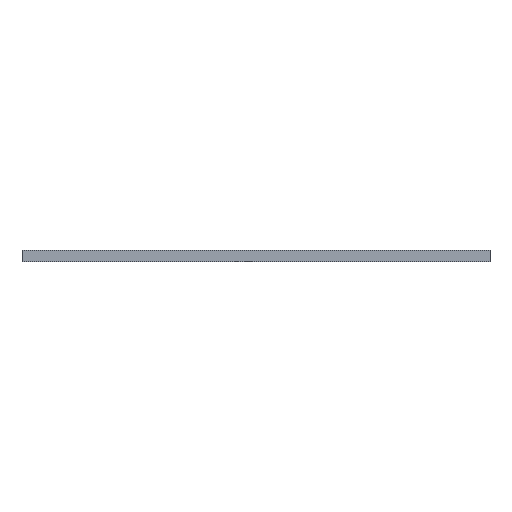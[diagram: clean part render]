
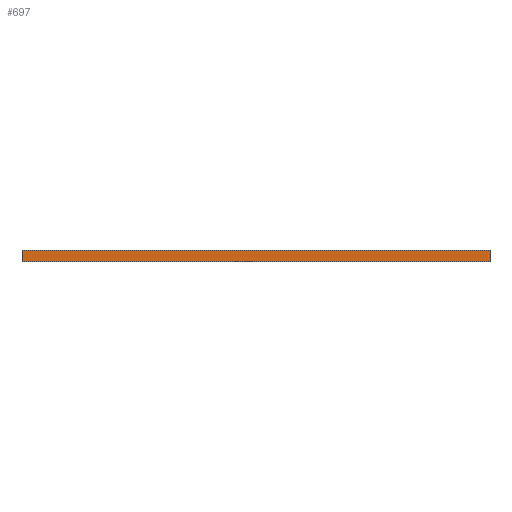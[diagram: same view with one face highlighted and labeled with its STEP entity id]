
A CAD part, front view. The second image highlights one B-rep face of the part: STEP entity #697.
In plain terms, the highlighted planar face has unit normal (0, -1, 0).
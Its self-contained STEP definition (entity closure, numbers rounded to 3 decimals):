
#17=PLANE('',#762);
#51=LINE('',#1108,#95);
#54=LINE('',#1114,#98);
#55=LINE('',#1116,#99);
#56=LINE('',#1118,#100);
#95=VECTOR('',#898,1000.);
#98=VECTOR('',#903,1000.);
#99=VECTOR('',#904,1000.);
#100=VECTOR('',#905,1000.);
#166=ORIENTED_EDGE('',*,*,#334,.T.);
#167=ORIENTED_EDGE('',*,*,#335,.F.);
#168=ORIENTED_EDGE('',*,*,#336,.F.);
#169=ORIENTED_EDGE('',*,*,#331,.T.);
#331=EDGE_CURVE('',#412,#410,#51,.T.);
#334=EDGE_CURVE('',#410,#414,#54,.T.);
#335=EDGE_CURVE('',#415,#414,#55,.T.);
#336=EDGE_CURVE('',#412,#415,#56,.T.);
#410=VERTEX_POINT('',#1106);
#412=VERTEX_POINT('',#1109);
#414=VERTEX_POINT('',#1115);
#415=VERTEX_POINT('',#1117);
#503=EDGE_LOOP('',(#166,#167,#168,#169));
#589=FACE_BOUND('',#503,.T.);
#697=ADVANCED_FACE('',(#589),#17,.F.);
#762=AXIS2_PLACEMENT_3D('',#1113,#901,#902);
#898=DIRECTION('',(0.,0.,-1.));
#901=DIRECTION('',(0.,1.,0.));
#902=DIRECTION('',(0.,0.,1.));
#903=DIRECTION('',(1.,0.,0.));
#904=DIRECTION('',(0.,0.,-1.));
#905=DIRECTION('',(1.,0.,0.));
#1106=CARTESIAN_POINT('',(-30.3,-64.25,0.));
#1108=CARTESIAN_POINT('',(-30.3,-64.25,1.5));
#1109=CARTESIAN_POINT('',(-30.3,-64.25,1.5));
#1113=CARTESIAN_POINT('',(0.,-64.25,1.5));
#1114=CARTESIAN_POINT('',(0.,-64.25,0.));
#1115=CARTESIAN_POINT('',(30.3,-64.25,0.));
#1116=CARTESIAN_POINT('',(30.3,-64.25,1.5));
#1117=CARTESIAN_POINT('',(30.3,-64.25,1.5));
#1118=CARTESIAN_POINT('',(0.,-64.25,1.5));
